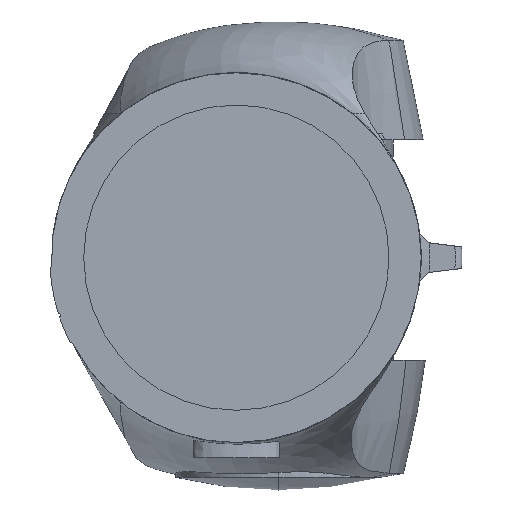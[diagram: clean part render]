
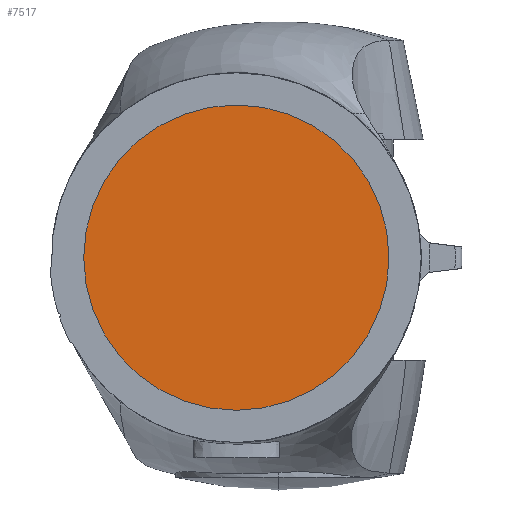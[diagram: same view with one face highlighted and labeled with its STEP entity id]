
A CAD part, front view. The second image highlights one B-rep face of the part: STEP entity #7517.
In plain terms, the highlighted planar face has unit normal (0, -1, 0).
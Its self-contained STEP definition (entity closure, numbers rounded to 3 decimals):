
#1991=CARTESIAN_POINT('',(-25.,-176.,0.));
#1992=DIRECTION('',(0.,-1.,0.));
#1993=DIRECTION('',(1.,0.,0.));
#1994=AXIS2_PLACEMENT_3D('',#1991,#1992,#1993);
#1996=CARTESIAN_POINT('',(-25.,-176.,0.));
#1997=DIRECTION('',(0.,-1.,0.));
#1998=DIRECTION('',(-1.,0.,0.));
#1999=AXIS2_PLACEMENT_3D('',#1996,#1997,#1998);
#2856=CARTESIAN_POINT('',(-115.,-176.,0.));
#2858=VERTEX_POINT('',#2856);
#2860=CARTESIAN_POINT('',(65.,-176.,0.));
#2862=VERTEX_POINT('',#2860);
#7508=CARTESIAN_POINT('',(-25.,-176.,0.));
#7509=DIRECTION('',(0.,1.,0.));
#7510=DIRECTION('',(1.,0.,0.));
#7511=AXIS2_PLACEMENT_3D('',#7508,#7509,#7510);
#7512=PLANE('',#7511);
#7513=ORIENTED_EDGE('',*,*,#7502,.F.);
#7514=ORIENTED_EDGE('',*,*,#7488,.F.);
#7515=EDGE_LOOP('',(#7513,#7514));
#7516=FACE_OUTER_BOUND('',#7515,.F.);
#7517=ADVANCED_FACE('',(#7516),#7512,.F.);
#1995=CIRCLE('',#1994,90.);
#2000=CIRCLE('',#1999,90.);
#7488=EDGE_CURVE('',#2858,#2862,#2000,.T.);
#7502=EDGE_CURVE('',#2862,#2858,#1995,.T.);
